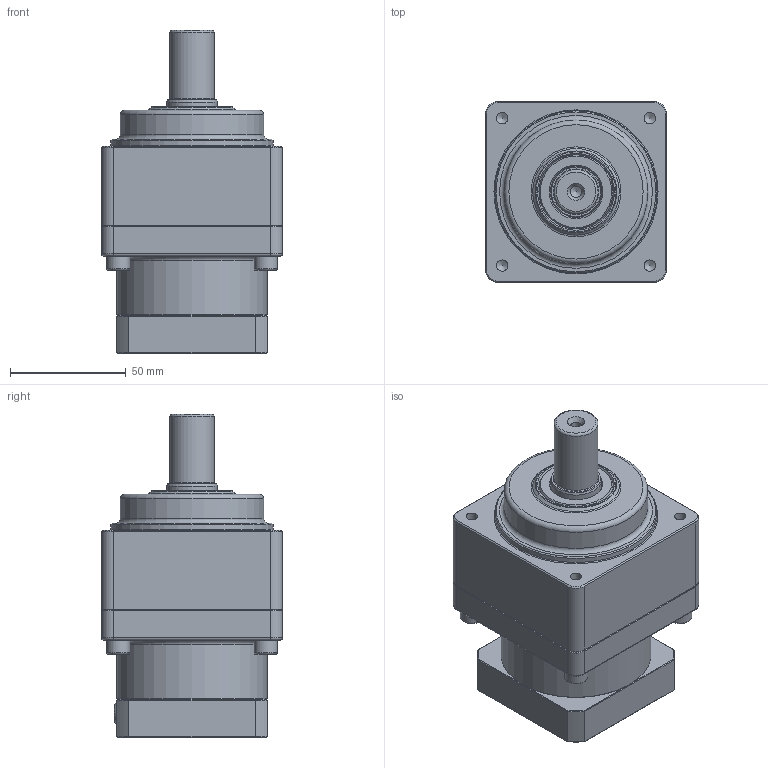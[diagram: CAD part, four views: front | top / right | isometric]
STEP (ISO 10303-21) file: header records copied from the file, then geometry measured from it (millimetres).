
FILE_DESCRIPTION(('DDD'),'2;1');
FILE_NAME('VRXF-□-3~9C-S-14BP10.stp','2015-12-05T13:15:28',('BBB'),('CCC'),'Autodesk Inventor 2012','Autodesk Inventor 2012','AAA');
FILE_SCHEMA(('CONFIG_CONTROL_DESIGN'));
Length unit declared in the file: millimetre
Products named in the file (1): Part1924
Bounding box: 78 x 78 x 139.5 mm (x, y, z)
Volume: 484410.4 mm3; surface area: 53803.5 mm2
Topology: 1 solids, 5 shells, 302 faces, 690 edges, 425 vertices
Faces by surface type: plane 151, cylinder 68, cone 56, torus 27
Full cylindrical faces by diameter (mm): 3.242 x4, 4 x4, 4.5 x4, 4.917 x5, 5 x1, 5.5 x1, 7 x4, 7.5 x4, 8 x1, 8.5 x1, 10 x4, 14 x1, 19 x1, 22 x1, 36 x1, 40 x1, 62 x1, 65 x1, 70 x1
Entity records: 7806 total; most frequent: CARTESIAN_POINT 1540, DIRECTION 1283, ORIENTED_EDGE 1122, EDGE_CURVE 561, AXIS2_PLACEMENT_3D 508, EDGE_LOOP 435, VERTEX_POINT 392, FACE_OUTER_BOUND 302
